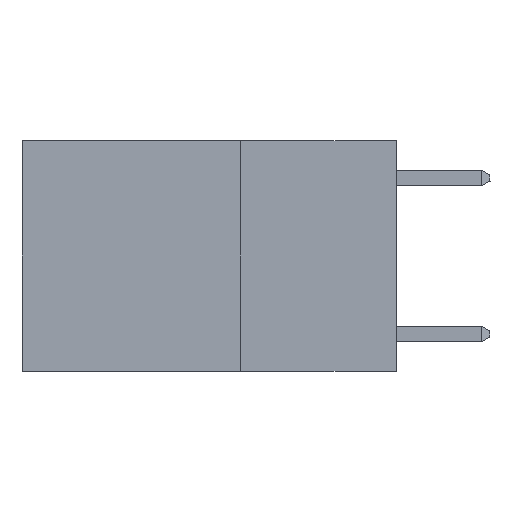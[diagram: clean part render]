
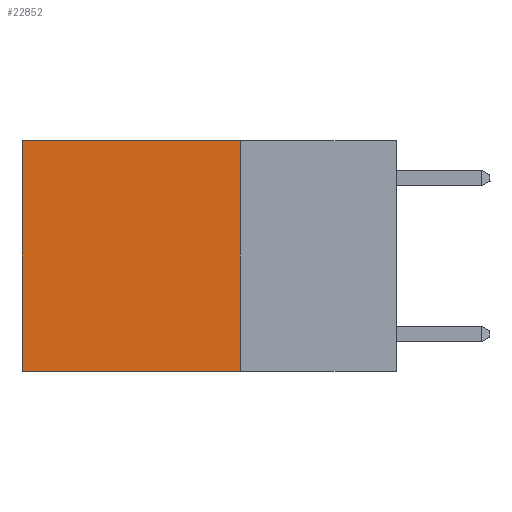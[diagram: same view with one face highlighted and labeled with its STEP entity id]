
A CAD part, left-side view. The second image highlights one B-rep face of the part: STEP entity #22852.
In plain terms, the highlighted planar face has unit normal (-1, 0, 0).
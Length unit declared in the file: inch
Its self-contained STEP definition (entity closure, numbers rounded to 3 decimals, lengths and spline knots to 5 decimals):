
#668 = VERTEX_POINT ( 'NONE', #1243 ) ;
#1075 = VECTOR ( 'NONE', #1862, 39.37008 ) ;
#1243 = CARTESIAN_POINT ( 'NONE',  ( 0.2625, 0.25, -0.37 ) ) ;
#1325 = VECTOR ( 'NONE', #14329, 39.37008 ) ;
#1862 = DIRECTION ( 'NONE',  ( 0., 1., 0. ) ) ;
#3193 = ORIENTED_EDGE ( 'NONE', *, *, #25050, .F. ) ;
#3770 = CARTESIAN_POINT ( 'NONE',  ( 0.2625, 0.6, -0.37 ) ) ;
#3992 = CARTESIAN_POINT ( 'NONE',  ( 0.2625, 0.6, 0. ) ) ;
#4587 = ORIENTED_EDGE ( 'NONE', *, *, #10922, .T. ) ;
#5599 = CARTESIAN_POINT ( 'NONE',  ( 0.2625, 0.25, 0. ) ) ;
#6721 = ORIENTED_EDGE ( 'NONE', *, *, #12990, .F. ) ;
#6898 = LINE ( 'NONE', #11321, #1325 ) ;
#7455 = PLANE ( 'NONE',  #9411 ) ;
#7801 = VECTOR ( 'NONE', #16585, 39.37008 ) ;
#8238 = EDGE_LOOP ( 'NONE', ( #26128, #3193, #6721, #4587 ) ) ;
#9411 = AXIS2_PLACEMENT_3D ( 'NONE', #19836, #23973, #21996 ) ;
#9470 = VECTOR ( 'NONE', #10310, 39.37008 ) ;
#10108 = VERTEX_POINT ( 'NONE', #5599 ) ;
#10310 = DIRECTION ( 'NONE',  ( 0., 1., 0. ) ) ;
#10922 = EDGE_CURVE ( 'NONE', #10108, #15891, #26659, .T. ) ;
#10970 = EDGE_CURVE ( 'NONE', #15891, #25569, #21776, .T. ) ;
#11125 = LINE ( 'NONE', #26773, #1075 ) ;
#11321 = CARTESIAN_POINT ( 'NONE',  ( 0.2625, 0.25, 0. ) ) ;
#12990 = EDGE_CURVE ( 'NONE', #10108, #668, #6898, .T. ) ;
#14329 = DIRECTION ( 'NONE',  ( 0., 0., -1. ) ) ;
#15891 = VERTEX_POINT ( 'NONE', #19106 ) ;
#16585 = DIRECTION ( 'NONE',  ( 0., 0., -1. ) ) ;
#18406 = CARTESIAN_POINT ( 'NONE',  ( 0.2625, 0.25, 0. ) ) ;
#19106 = CARTESIAN_POINT ( 'NONE',  ( 0.2625, 0.6, 0. ) ) ;
#19836 = CARTESIAN_POINT ( 'NONE',  ( 0.2625, 0.25, 0. ) ) ;
#21530 = FACE_OUTER_BOUND ( 'NONE', #8238, .T. ) ;
#21776 = LINE ( 'NONE', #3992, #7801 ) ;
#21996 = DIRECTION ( 'NONE',  ( 0., 0., -1. ) ) ;
#22852 = ADVANCED_FACE ( 'NONE', ( #21530 ), #7455, .F. ) ;
#23973 = DIRECTION ( 'NONE',  ( 1., 0., 0. ) ) ;
#25050 = EDGE_CURVE ( 'NONE', #668, #25569, #11125, .T. ) ;
#25569 = VERTEX_POINT ( 'NONE', #3770 ) ;
#26128 = ORIENTED_EDGE ( 'NONE', *, *, #10970, .T. ) ;
#26659 = LINE ( 'NONE', #18406, #9470 ) ;
#26773 = CARTESIAN_POINT ( 'NONE',  ( 0.2625, 0.25, -0.37 ) ) ;
